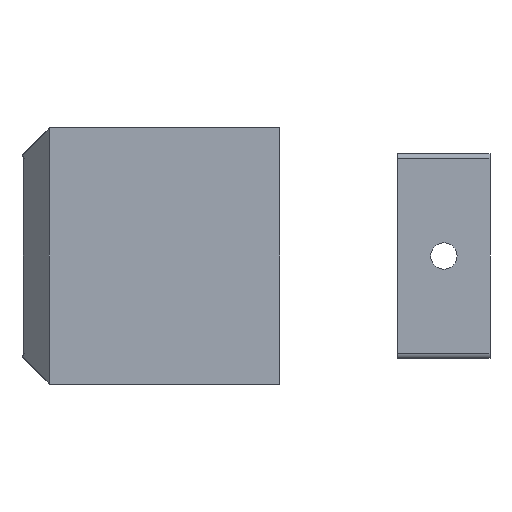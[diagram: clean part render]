
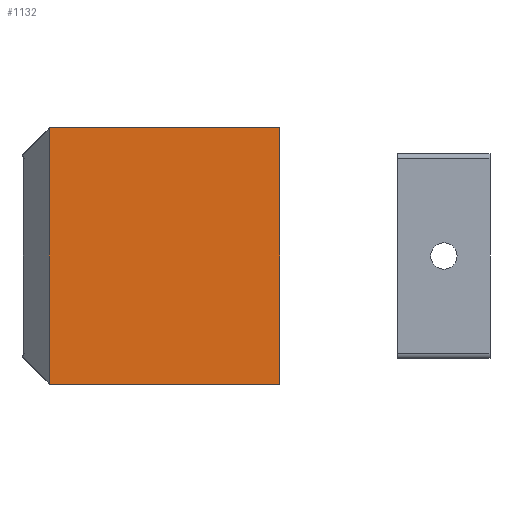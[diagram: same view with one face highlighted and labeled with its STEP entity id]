
A CAD part, front view. The second image highlights one B-rep face of the part: STEP entity #1132.
In plain terms, the highlighted planar face has unit normal (0, -1, 0).
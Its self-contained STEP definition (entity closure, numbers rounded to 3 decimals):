
#25 = LINE ( 'NONE', #1234, #2096 ) ;
#43 = EDGE_CURVE ( 'NONE', #304, #333, #1417, .T. ) ;
#48 = VECTOR ( 'NONE', #385, 1000. ) ;
#132 = DIRECTION ( 'NONE',  ( 1., 0., 0. ) ) ;
#187 = CARTESIAN_POINT ( 'NONE',  ( -108.026, -25., -25. ) ) ;
#250 = ORIENTED_EDGE ( 'NONE', *, *, #43, .T. ) ;
#304 = VERTEX_POINT ( 'NONE', #187 ) ;
#333 = VERTEX_POINT ( 'NONE', #2516 ) ;
#385 = DIRECTION ( 'NONE',  ( 1., 0., 0. ) ) ;
#422 = DIRECTION ( 'NONE',  ( 0., 0., -1. ) ) ;
#436 = EDGE_CURVE ( 'NONE', #645, #333, #2674, .T. ) ;
#465 = ORIENTED_EDGE ( 'NONE', *, *, #1490, .T. ) ;
#546 = DIRECTION ( 'NONE',  ( 0., 0., 1. ) ) ;
#645 = VERTEX_POINT ( 'NONE', #1006 ) ;
#721 = EDGE_LOOP ( 'NONE', ( #1673, #465, #250, #1239 ) ) ;
#727 = EDGE_CURVE ( 'NONE', #1144, #645, #2260, .T. ) ;
#775 = CARTESIAN_POINT ( 'NONE',  ( -113.026, -25., 25. ) ) ;
#1003 = CARTESIAN_POINT ( 'NONE',  ( -108.026, -25., 25. ) ) ;
#1006 = CARTESIAN_POINT ( 'NONE',  ( -63.026, -25., 25. ) ) ;
#1053 = DIRECTION ( 'NONE',  ( 0., 0., -1. ) ) ;
#1132 = ADVANCED_FACE ( 'NONE', ( #2407 ), #2647, .F. ) ;
#1144 = VERTEX_POINT ( 'NONE', #1003 ) ;
#1208 = CARTESIAN_POINT ( 'NONE',  ( -63.026, -25., 25. ) ) ;
#1234 = CARTESIAN_POINT ( 'NONE',  ( -108.026, -25., 25. ) ) ;
#1239 = ORIENTED_EDGE ( 'NONE', *, *, #436, .F. ) ;
#1269 = CARTESIAN_POINT ( 'NONE',  ( -113.026, -25., -25. ) ) ;
#1338 = VECTOR ( 'NONE', #1053, 1000. ) ;
#1389 = DIRECTION ( 'NONE',  ( 0., 1., 0. ) ) ;
#1394 = AXIS2_PLACEMENT_3D ( 'NONE', #775, #1389, #546 ) ;
#1417 = LINE ( 'NONE', #1269, #48 ) ;
#1490 = EDGE_CURVE ( 'NONE', #1144, #304, #25, .T. ) ;
#1673 = ORIENTED_EDGE ( 'NONE', *, *, #727, .F. ) ;
#1845 = CARTESIAN_POINT ( 'NONE',  ( -113.026, -25., 25. ) ) ;
#2096 = VECTOR ( 'NONE', #422, 1000. ) ;
#2260 = LINE ( 'NONE', #1845, #2664 ) ;
#2407 = FACE_OUTER_BOUND ( 'NONE', #721, .T. ) ;
#2516 = CARTESIAN_POINT ( 'NONE',  ( -63.026, -25., -25. ) ) ;
#2647 = PLANE ( 'NONE',  #1394 ) ;
#2664 = VECTOR ( 'NONE', #132, 1000. ) ;
#2674 = LINE ( 'NONE', #1208, #1338 ) ;
